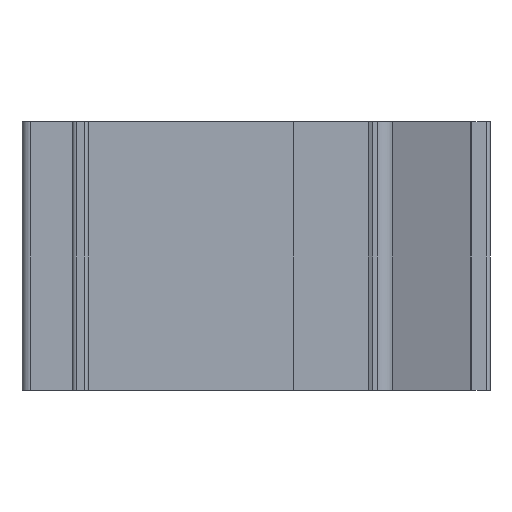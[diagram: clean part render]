
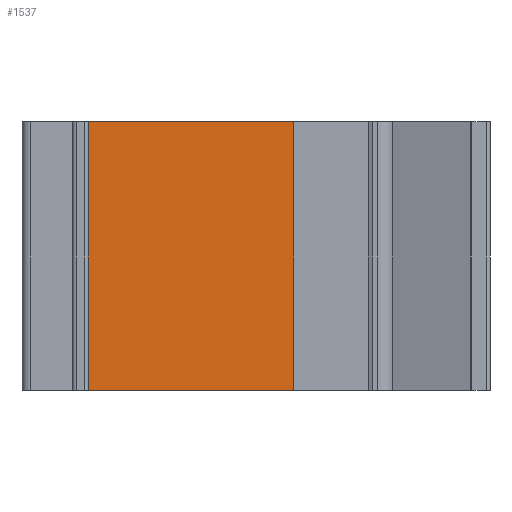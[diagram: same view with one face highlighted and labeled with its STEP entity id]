
A CAD part, front view. The second image highlights one B-rep face of the part: STEP entity #1537.
In plain terms, the highlighted planar face has unit normal (0, -1, 0).
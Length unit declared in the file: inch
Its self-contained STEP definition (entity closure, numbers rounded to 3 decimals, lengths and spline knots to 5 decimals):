
#161=FACE_OUTER_BOUND('',#237,.T.);
#237=EDGE_LOOP('',(#1284,#1285,#1286,#1287));
#323=LINE('',#2254,#501);
#377=LINE('',#2422,#555);
#415=LINE('',#2505,#593);
#416=LINE('',#2507,#594);
#501=VECTOR('',#1811,0.3937);
#555=VECTOR('',#1929,0.3937);
#593=VECTOR('',#2017,0.3937);
#594=VECTOR('',#2020,0.3937);
#678=VERTEX_POINT('',#2251);
#679=VERTEX_POINT('',#2253);
#760=VERTEX_POINT('',#2419);
#761=VERTEX_POINT('',#2421);
#837=EDGE_CURVE('',#679,#678,#323,.T.);
#921=EDGE_CURVE('',#761,#760,#377,.T.);
#963=EDGE_CURVE('',#678,#761,#415,.T.);
#964=EDGE_CURVE('',#679,#760,#416,.T.);
#1284=ORIENTED_EDGE('',*,*,#837,.T.);
#1285=ORIENTED_EDGE('',*,*,#963,.T.);
#1286=ORIENTED_EDGE('',*,*,#921,.T.);
#1287=ORIENTED_EDGE('',*,*,#964,.F.);
#1476=PLANE('',#1679);
#1537=ADVANCED_FACE('',(#161),#1476,.T.);
#1679=AXIS2_PLACEMENT_3D('',#2506,#2018,#2019);
#1811=DIRECTION('',(1.,0.,0.));
#1929=DIRECTION('',(-1.,0.,0.));
#2017=DIRECTION('',(0.,0.,1.));
#2018=DIRECTION('center_axis',(0.,-1.,0.));
#2019=DIRECTION('ref_axis',(0.,0.,-1.));
#2020=DIRECTION('',(0.,0.,1.));
#2251=CARTESIAN_POINT('',(0.10084,-0.33728,0.5));
#2253=CARTESIAN_POINT('',(-0.66567,-0.33728,0.5));
#2254=CARTESIAN_POINT('',(0.05042,-0.33728,0.5));
#2419=CARTESIAN_POINT('',(-0.66567,-0.33728,1.5));
#2421=CARTESIAN_POINT('',(0.10084,-0.33728,1.5));
#2422=CARTESIAN_POINT('',(0.05042,-0.33728,1.5));
#2505=CARTESIAN_POINT('',(0.10084,-0.33728,0.));
#2506=CARTESIAN_POINT('Origin',(0.10084,-0.33728,0.));
#2507=CARTESIAN_POINT('',(-0.66567,-0.33728,0.));
